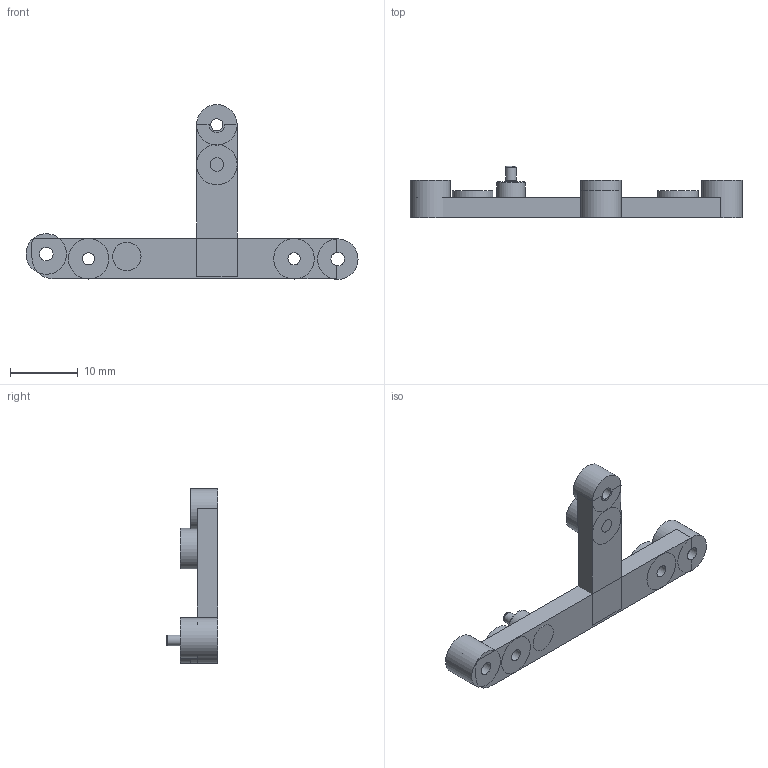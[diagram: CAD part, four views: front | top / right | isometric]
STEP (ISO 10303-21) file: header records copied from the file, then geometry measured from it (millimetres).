
FILE_DESCRIPTION(/* description */ ('','CAx-IF Rec.Pracs.---Representation and Presentation of Product Manufacturing Information (PMI)---4.0---2014-10-13'),/* implementation_level */ '2;1');
FILE_NAME(/* name */ 'Base_PCB_Caddy_20250309.step',/* time_stamp */ '2025-03-09T20:46:56Z',/* author */ (''),/* organization */ (''),/* preprocessor_version */ 'ST-DEVELOPER v20',/* originating_system */ 'Autodesk Translation Framework v13.20.0.188',/* authorisation */ '');
FILE_SCHEMA (('AP242_MANAGED_MODEL_BASED_3D_ENGINEERING_MIM_LF { 1 0 10303 442 1 1 4 }'));
Length unit declared in the file: millimetre
Products named in the file (1): PCBbasecaddy & ServoPlugGrip
Bounding box: 49.12 x 7.62 x 25.85 mm (x, y, z)
Volume: 1975.4 mm3; surface area: 2435.5 mm2
Topology: 9 solids, 9 shells, 53 faces, 100 edges, 66 vertices
Faces by surface type: plane 29, cylinder 20, bspline 3, torus 1
Full cylindrical faces by diameter (mm): 1.8 x5, 2 x4, 4.214 x1, 6 x6
Entity records: 1635 total; most frequent: CARTESIAN_POINT 462, DIRECTION 242, ORIENTED_EDGE 200, EDGE_CURVE 100, AXIS2_PLACEMENT_3D 95, EDGE_LOOP 72, VERTEX_POINT 66, FACE_OUTER_BOUND 53
